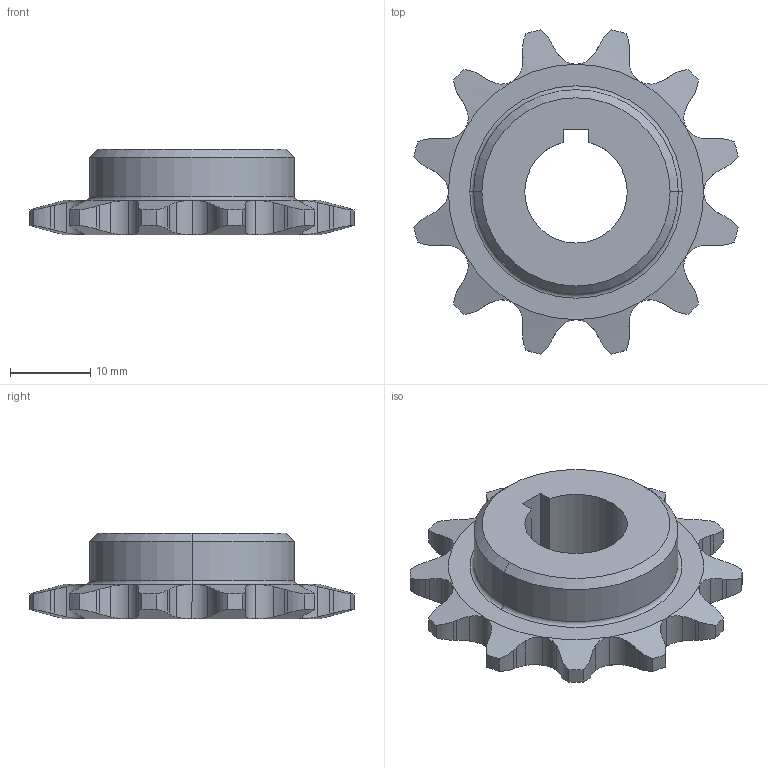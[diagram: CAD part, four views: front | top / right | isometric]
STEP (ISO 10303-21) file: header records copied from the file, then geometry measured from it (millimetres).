
FILE_DESCRIPTION (( 'STEP AP214' ), '1' );
FILE_NAME ('217-5847-001 Rev3.STEP', '2017-06-08T16:47:33', ( '' ), ( '' ), 'SwSTEP 2.0', 'SolidWorks 2016', '' );
FILE_SCHEMA (( 'AUTOMOTIVE_DESIGN' ));
Length unit declared in the file: inch
Products named in the file (1): 217-5847-001 Rev3
Bounding box: 40.29 x 40.29 x 10.67 mm (x, y, z)
Volume: 5961 mm3; surface area: 3254 mm2
Topology: 1 solids, 1 shells, 127 faces, 364 edges, 240 vertices
Faces by surface type: cylinder 89, plane 30, cone 6, torus 2
Entity records: 4718 total; most frequent: CARTESIAN_POINT 1692, ORIENTED_EDGE 728, DIRECTION 472, EDGE_CURVE 364, VERTEX_POINT 240, B_SPLINE_CURVE_WITH_KNOTS 192, AXIS2_PLACEMENT_3D 172, EDGE_LOOP 130
